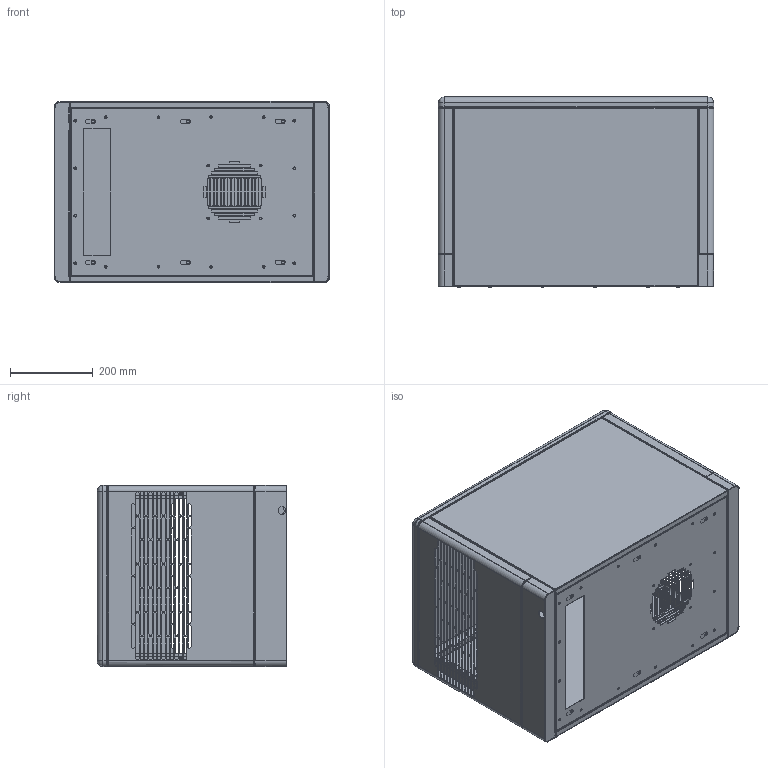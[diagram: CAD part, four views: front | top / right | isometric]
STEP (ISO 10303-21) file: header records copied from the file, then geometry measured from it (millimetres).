
FILE_DESCRIPTION((''),'2;1');
FILE_NAME('STEP-KA4C6RTL.stp', '2016-02-05T15:49:19',('User'),('SDRC'),'I-DEAS Master Series','UNIX','Yes');
FILE_SCHEMA(('CONFIG_CONTROL_DESIGN', 'GEOMETRIC_VALIDATION_PROPERTIES_MIM','SHAPE_APPEARANCE_LAYER_MIM'));
Length unit declared in the file: inch
Bounding box: 663.96 x 457.58 x 436.37 mm (x, y, z)
Volume: 2400893.6 mm3; surface area: 3598147.3 mm2
Topology: 63 solids, 67 shells, 2525 faces, 6362 edges, 3968 vertices
Faces by surface type: bspline 2525
Entity records: 81889 total; most frequent: CARTESIAN_POINT 36582, ORIENTED_EDGE 12692, OVER_RIDING_STYLED_ITEM 6507, EDGE_CURVE 6354, QUASI_UNIFORM_CURVE 4581, VERTEX_POINT 3968, EDGE_LOOP 3084, FACE_OUTER_BOUND 2525
